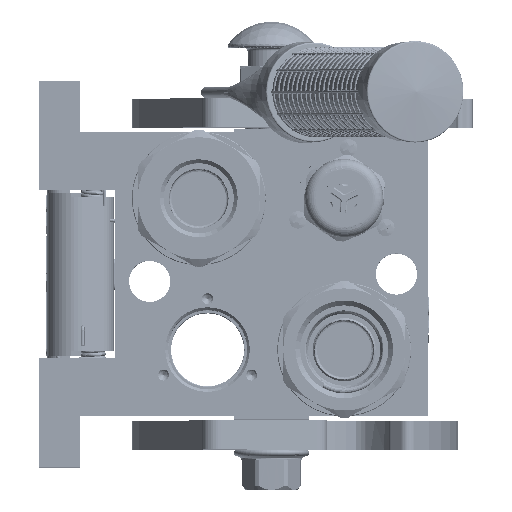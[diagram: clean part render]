
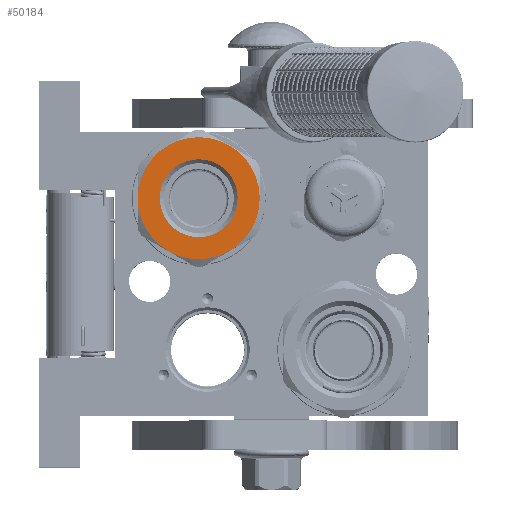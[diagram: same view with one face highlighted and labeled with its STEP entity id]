
A CAD part, top view. The second image highlights one B-rep face of the part: STEP entity #50184.
In plain terms, the highlighted face is planar.
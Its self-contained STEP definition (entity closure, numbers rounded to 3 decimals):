
#4022 = CIRCLE ( 'NONE', #24887, 13.4 ) ;
#4931 = AXIS2_PLACEMENT_3D ( 'NONE', #154878, #138421, #99745 ) ;
#5415 = ORIENTED_EDGE ( 'NONE', *, *, #107078, .T. ) ;
#6631 = AXIS2_PLACEMENT_3D ( 'NONE', #102084, #121015, #24146 ) ;
#7535 = DIRECTION ( 'NONE',  ( 0., 1., 0. ) ) ;
#11258 = VERTEX_POINT ( 'NONE', #37025 ) ;
#16313 = PLANE ( 'NONE',  #86317 ) ;
#24146 = DIRECTION ( 'NONE',  ( 0., 0.5, 0.866 ) ) ;
#24887 = AXIS2_PLACEMENT_3D ( 'NONE', #70860, #205468, #70033 ) ;
#25159 = CARTESIAN_POINT ( 'NONE',  ( 100.6, -13.4, 0. ) ) ;
#27153 = DIRECTION ( 'NONE',  ( -1., 0., 0. ) ) ;
#32482 = ORIENTED_EDGE ( 'NONE', *, *, #64668, .T. ) ;
#33439 = CIRCLE ( 'NONE', #40492, 21. ) ;
#35164 = DIRECTION ( 'NONE',  ( 0., 0., 1. ) ) ;
#35692 = CARTESIAN_POINT ( 'NONE',  ( 100.6, 0., 0. ) ) ;
#37025 = CARTESIAN_POINT ( 'NONE',  ( 100.6, -10.5, 18.187 ) ) ;
#38218 = VERTEX_POINT ( 'NONE', #215078 ) ;
#39308 = DIRECTION ( 'NONE',  ( 1., 0., 0. ) ) ;
#40492 = AXIS2_PLACEMENT_3D ( 'NONE', #97276, #136756, #40708 ) ;
#40708 = DIRECTION ( 'NONE',  ( 0., -0.5, -0.866 ) ) ;
#40874 = VERTEX_POINT ( 'NONE', #25159 ) ;
#47328 = CARTESIAN_POINT ( 'NONE',  ( 100.6, 10.5, -18.187 ) ) ;
#50184 = ADVANCED_FACE ( 'NONE', ( #58076, #198908 ), #16313, .F. ) ;
#50458 = EDGE_CURVE ( 'NONE', #38218, #159977, #146012, .T. ) ;
#58076 = FACE_OUTER_BOUND ( 'NONE', #170323, .T. ) ;
#58835 = DIRECTION ( 'NONE',  ( -1., 0., 0. ) ) ;
#61991 = EDGE_CURVE ( 'NONE', #38218, #223527, #65518, .T. ) ;
#64668 = EDGE_CURVE ( 'NONE', #11258, #82591, #74515, .T. ) ;
#64966 = DIRECTION ( 'NONE',  ( 0., 0.5, 0.866 ) ) ;
#65518 = CIRCLE ( 'NONE', #6631, 21. ) ;
#70033 = DIRECTION ( 'NONE',  ( 0., -1., 0. ) ) ;
#70860 = CARTESIAN_POINT ( 'NONE',  ( 100.6, 0., 0. ) ) ;
#72085 = DIRECTION ( 'NONE',  ( -1., 0., 0. ) ) ;
#73697 = EDGE_CURVE ( 'NONE', #159977, #173343, #233136, .T. ) ;
#74515 = CIRCLE ( 'NONE', #238021, 21. ) ;
#82591 = VERTEX_POINT ( 'NONE', #224399 ) ;
#86317 = AXIS2_PLACEMENT_3D ( 'NONE', #146015, #72085, #35164 ) ;
#90523 = AXIS2_PLACEMENT_3D ( 'NONE', #35692, #203922, #130099 ) ;
#93477 = ORIENTED_EDGE ( 'NONE', *, *, #132378, .T. ) ;
#97276 = CARTESIAN_POINT ( 'NONE',  ( 100.6, 0., 0. ) ) ;
#97498 = DIRECTION ( 'NONE',  ( 0., -0.5, 0.866 ) ) ;
#97627 = CIRCLE ( 'NONE', #90523, 13.4 ) ;
#99745 = DIRECTION ( 'NONE',  ( 0., -1., 0. ) ) ;
#100948 = CIRCLE ( 'NONE', #4931, 21. ) ;
#102084 = CARTESIAN_POINT ( 'NONE',  ( 100.6, 0., 0. ) ) ;
#102372 = EDGE_LOOP ( 'NONE', ( #137772, #240167 ) ) ;
#107078 = EDGE_CURVE ( 'NONE', #143323, #173343, #33439, .T. ) ;
#107611 = CARTESIAN_POINT ( 'NONE',  ( 100.6, -10.5, -18.187 ) ) ;
#117050 = DIRECTION ( 'NONE',  ( 0., 0.5, 0.866 ) ) ;
#120774 = CARTESIAN_POINT ( 'NONE',  ( 100.6, 0., 0. ) ) ;
#121015 = DIRECTION ( 'NONE',  ( 1., 0., 0. ) ) ;
#121112 = ORIENTED_EDGE ( 'NONE', *, *, #73697, .F. ) ;
#125072 = EDGE_CURVE ( 'NONE', #223527, #11258, #150216, .T. ) ;
#129742 = AXIS2_PLACEMENT_3D ( 'NONE', #233148, #139775, #64966 ) ;
#130099 = DIRECTION ( 'NONE',  ( 0., 1., 0. ) ) ;
#132378 = EDGE_CURVE ( 'NONE', #82591, #143323, #100948, .T. ) ;
#136756 = DIRECTION ( 'NONE',  ( 1., 0., 0. ) ) ;
#137772 = ORIENTED_EDGE ( 'NONE', *, *, #221386, .T. ) ;
#138421 = DIRECTION ( 'NONE',  ( 1., 0., 0. ) ) ;
#139653 = CARTESIAN_POINT ( 'NONE',  ( 100.6, 13.4, 0. ) ) ;
#139775 = DIRECTION ( 'NONE',  ( 1., 0., 0. ) ) ;
#143323 = VERTEX_POINT ( 'NONE', #107611 ) ;
#146012 = CIRCLE ( 'NONE', #220072, 21. ) ;
#146015 = CARTESIAN_POINT ( 'NONE',  ( 100.6, 0., 0. ) ) ;
#150216 = CIRCLE ( 'NONE', #129742, 21. ) ;
#154878 = CARTESIAN_POINT ( 'NONE',  ( 100.6, 0., 0. ) ) ;
#159977 = VERTEX_POINT ( 'NONE', #166984 ) ;
#164329 = EDGE_CURVE ( 'NONE', #235756, #40874, #97627, .T. ) ;
#165893 = ORIENTED_EDGE ( 'NONE', *, *, #61991, .T. ) ;
#166984 = CARTESIAN_POINT ( 'NONE',  ( 100.6, 21., 0. ) ) ;
#170323 = EDGE_LOOP ( 'NONE', ( #32482, #93477, #5415, #121112, #194097, #165893, #199442 ) ) ;
#173343 = VERTEX_POINT ( 'NONE', #47328 ) ;
#174550 = CARTESIAN_POINT ( 'NONE',  ( 100.6, 0., 0. ) ) ;
#188077 = CARTESIAN_POINT ( 'NONE',  ( 100.6, 0., 21. ) ) ;
#194097 = ORIENTED_EDGE ( 'NONE', *, *, #50458, .F. ) ;
#198908 = FACE_BOUND ( 'NONE', #102372, .T. ) ;
#199442 = ORIENTED_EDGE ( 'NONE', *, *, #125072, .T. ) ;
#201712 = AXIS2_PLACEMENT_3D ( 'NONE', #120774, #27153, #7535 ) ;
#203922 = DIRECTION ( 'NONE',  ( -1., 0., 0. ) ) ;
#205468 = DIRECTION ( 'NONE',  ( -1., 0., 0. ) ) ;
#215078 = CARTESIAN_POINT ( 'NONE',  ( 100.6, 10.5, 18.187 ) ) ;
#220072 = AXIS2_PLACEMENT_3D ( 'NONE', #174550, #58835, #117050 ) ;
#221386 = EDGE_CURVE ( 'NONE', #40874, #235756, #4022, .T. ) ;
#223527 = VERTEX_POINT ( 'NONE', #188077 ) ;
#224399 = CARTESIAN_POINT ( 'NONE',  ( 100.6, -21., 0. ) ) ;
#225612 = CARTESIAN_POINT ( 'NONE',  ( 100.6, 0., 0. ) ) ;
#233136 = CIRCLE ( 'NONE', #201712, 21. ) ;
#233148 = CARTESIAN_POINT ( 'NONE',  ( 100.6, 0., 0. ) ) ;
#235756 = VERTEX_POINT ( 'NONE', #139653 ) ;
#238021 = AXIS2_PLACEMENT_3D ( 'NONE', #225612, #39308, #97498 ) ;
#240167 = ORIENTED_EDGE ( 'NONE', *, *, #164329, .T. ) ;
